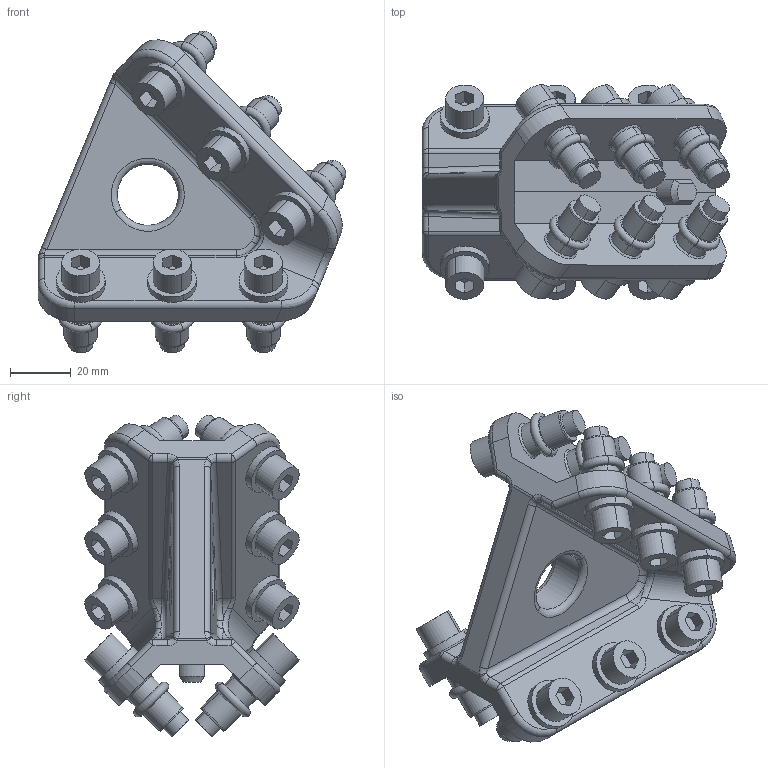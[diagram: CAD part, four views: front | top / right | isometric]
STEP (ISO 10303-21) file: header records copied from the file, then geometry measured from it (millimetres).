
FILE_DESCRIPTION(('CATIA V5 STEP'),'2;1');
FILE_NAME('AEGT087.stp','2018-07-30T00:33:56+00:00',('none'),('none'),'CATIA Version 5 Release 21 GA (IN-10)','CATIA V5 STEP AP214','none');
FILE_SCHEMA(('AUTOMOTIVE_DESIGN { 1 0 10303 214 1 1 1 1 }'));
Length unit declared in the file: millimetre
Products named in the file (1): AEGT087
Bounding box: 101.07 x 70.35 x 105.72 mm (x, y, z)
Volume: 161992.9 mm3; surface area: 56785.3 mm2
Topology: 1 solids, 15 shells, 636 faces, 1406 edges, 862 vertices
Faces by surface type: cylinder 248, plane 242, cone 80, bspline 30, torus 28, sphere 8
Entity records: 21613 total; most frequent: CARTESIAN_POINT 5445, ORIENTED_EDGE 2792, DIRECTION 2098, EDGE_CURVE 1396, AXIS2_PLACEMENT_3D 1024, VERTEX_POINT 862, EDGE_LOOP 734, VECTOR 668
